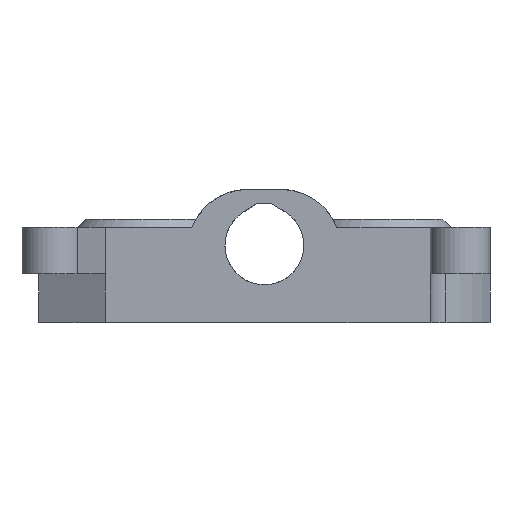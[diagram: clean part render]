
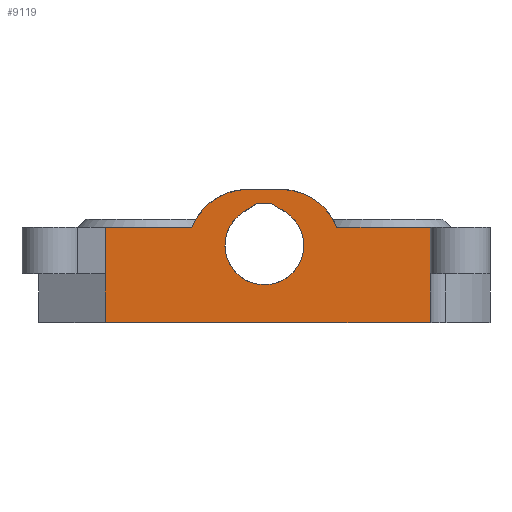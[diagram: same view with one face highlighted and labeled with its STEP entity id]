
A CAD part, front view. The second image highlights one B-rep face of the part: STEP entity #9119.
In plain terms, the highlighted planar face has unit normal (0, -1, 0).
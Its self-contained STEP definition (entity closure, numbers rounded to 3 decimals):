
#1468=LINE('',#17600,#2044);
#1536=LINE('',#18950,#2112);
#1539=LINE('',#18955,#2115);
#1541=LINE('',#18959,#2117);
#1584=LINE('',#19486,#2160);
#1588=LINE('',#19509,#2164);
#1593=LINE('',#19536,#2169);
#1600=LINE('',#19565,#2176);
#1604=LINE('',#19580,#2180);
#1613=LINE('',#19601,#2189);
#1614=LINE('',#19603,#2190);
#2044=VECTOR('',#10028,10.);
#2112=VECTOR('',#10302,10.);
#2115=VECTOR('',#10307,10.);
#2117=VECTOR('',#10311,10.);
#2160=VECTOR('',#10498,10.);
#2164=VECTOR('',#10518,10.);
#2169=VECTOR('',#10537,10.);
#2176=VECTOR('',#10574,10.);
#2180=VECTOR('',#10590,10.);
#2189=VECTOR('',#10619,10.);
#2190=VECTOR('',#10622,10.);
#2284=FACE_BOUND('',#3307,.T.);
#2772=FACE_OUTER_BOUND('',#3306,.T.);
#3306=EDGE_LOOP('',(#8498,#8499,#8500,#8501,#8502,#8503,#8504,#8505,#8506,
#8507));
#3307=EDGE_LOOP('',(#8508,#8509,#8510,#8511));
#3398=CIRCLE('',#9354,7.25);
#3417=CIRCLE('',#9394,11.142);
#3424=CIRCLE('',#9404,11.142);
#4129=VERTEX_POINT('',#17597);
#4130=VERTEX_POINT('',#17599);
#4274=VERTEX_POINT('',#18947);
#4275=VERTEX_POINT('',#18949);
#4276=VERTEX_POINT('',#18953);
#4277=VERTEX_POINT('',#18957);
#4327=VERTEX_POINT('',#19483);
#4328=VERTEX_POINT('',#19485);
#4329=VERTEX_POINT('',#19499);
#4331=VERTEX_POINT('',#19508);
#4336=VERTEX_POINT('',#19528);
#4338=VERTEX_POINT('',#19534);
#4345=VERTEX_POINT('',#19563);
#4350=VERTEX_POINT('',#19579);
#5377=EDGE_CURVE('',#4129,#4130,#1468,.T.);
#5586=EDGE_CURVE('',#4275,#4274,#1536,.T.);
#5589=EDGE_CURVE('',#4274,#4276,#1539,.T.);
#5591=EDGE_CURVE('',#4276,#4277,#1541,.T.);
#5655=EDGE_CURVE('',#4277,#4275,#3398,.T.);
#5690=EDGE_CURVE('',#4328,#4327,#1584,.T.);
#5694=EDGE_CURVE('',#4329,#4328,#3417,.T.);
#5699=EDGE_CURVE('',#4331,#4329,#1588,.T.);
#5707=EDGE_CURVE('',#4327,#4336,#3424,.T.);
#5710=EDGE_CURVE('',#4336,#4338,#1593,.T.);
#5723=EDGE_CURVE('',#4129,#4345,#1600,.T.);
#5730=EDGE_CURVE('',#4130,#4350,#1604,.T.);
#5741=EDGE_CURVE('',#4345,#4331,#1613,.T.);
#5742=EDGE_CURVE('',#4350,#4338,#1614,.T.);
#8498=ORIENTED_EDGE('',*,*,#5710,.T.);
#8499=ORIENTED_EDGE('',*,*,#5742,.F.);
#8500=ORIENTED_EDGE('',*,*,#5730,.F.);
#8501=ORIENTED_EDGE('',*,*,#5377,.F.);
#8502=ORIENTED_EDGE('',*,*,#5723,.T.);
#8503=ORIENTED_EDGE('',*,*,#5741,.T.);
#8504=ORIENTED_EDGE('',*,*,#5699,.T.);
#8505=ORIENTED_EDGE('',*,*,#5694,.T.);
#8506=ORIENTED_EDGE('',*,*,#5690,.T.);
#8507=ORIENTED_EDGE('',*,*,#5707,.T.);
#8508=ORIENTED_EDGE('',*,*,#5586,.T.);
#8509=ORIENTED_EDGE('',*,*,#5589,.T.);
#8510=ORIENTED_EDGE('',*,*,#5591,.T.);
#8511=ORIENTED_EDGE('',*,*,#5655,.T.);
#8630=PLANE('',#9438);
#9119=ADVANCED_FACE('',(#2772,#2284),#8630,.T.);
#9354=AXIS2_PLACEMENT_3D('',#19404,#10408,#10409);
#9394=AXIS2_PLACEMENT_3D('',#19500,#10505,#10506);
#9404=AXIS2_PLACEMENT_3D('',#19530,#10530,#10531);
#9438=AXIS2_PLACEMENT_3D('',#19602,#10620,#10621);
#10028=DIRECTION('',(-1.,0.,0.));
#10302=DIRECTION('',(0.852,0.,0.524));
#10307=DIRECTION('',(1.,0.,0.));
#10311=DIRECTION('',(0.852,0.,-0.524));
#10408=DIRECTION('center_axis',(0.,1.,0.));
#10409=DIRECTION('ref_axis',(-1.,0.,0.));
#10498=DIRECTION('',(-1.,0.,0.));
#10505=DIRECTION('center_axis',(0.,-1.,0.));
#10506=DIRECTION('ref_axis',(0.928,0.,0.372));
#10518=DIRECTION('',(-1.,0.,0.));
#10530=DIRECTION('center_axis',(0.,-1.,0.));
#10531=DIRECTION('ref_axis',(0.,0.,
1.));
#10537=DIRECTION('',(-1.,0.,0.));
#10574=DIRECTION('',(0.,0.,1.));
#10590=DIRECTION('',(0.,0.,1.));
#10619=DIRECTION('',(0.,0.,1.));
#10620=DIRECTION('center_axis',(0.,-1.,0.));
#10621=DIRECTION('ref_axis',(1.,0.,0.));
#10622=DIRECTION('',(0.,0.,1.));
#17597=CARTESIAN_POINT('',(30.5,-23.,0.));
#17599=CARTESIAN_POINT('',(-29.242,-23.,0.));
#17600=CARTESIAN_POINT('',(30.5,-23.,0.));
#18947=CARTESIAN_POINT('',(-1.2,-23.,21.974));
#18949=CARTESIAN_POINT('',(-3.8,-23.,20.374));
#18950=CARTESIAN_POINT('',(-16.274,-23.,12.698));
#18953=CARTESIAN_POINT('',(1.2,-23.,21.974));
#18955=CARTESIAN_POINT('',(-14.021,-23.,21.974));
#18957=CARTESIAN_POINT('',(3.8,-23.,20.374));
#18959=CARTESIAN_POINT('',(-3.636,-23.,24.95));
#19404=CARTESIAN_POINT('Origin',(0.,-23.,
14.2));
#19483=CARTESIAN_POINT('',(-3.,-23.,24.5));
#19485=CARTESIAN_POINT('',(3.,-23.,24.5));
#19486=CARTESIAN_POINT('',(-16.121,-23.,24.5));
#19499=CARTESIAN_POINT('',(13.344,-23.,17.5));
#19500=CARTESIAN_POINT('Origin',(3.,-23.,13.358));
#19508=CARTESIAN_POINT('',(30.5,-23.,17.5));
#19509=CARTESIAN_POINT('',(-7.949,-23.,17.5));
#19528=CARTESIAN_POINT('',(-13.344,-23.,17.5));
#19530=CARTESIAN_POINT('Origin',(-3.,-23.,13.358));
#19534=CARTESIAN_POINT('',(-29.242,-23.,17.5));
#19536=CARTESIAN_POINT('',(-39.269,-23.,17.5));
#19563=CARTESIAN_POINT('',(30.5,-23.,9.));
#19565=CARTESIAN_POINT('',(30.5,-23.,0.));
#19579=CARTESIAN_POINT('',(-29.242,-23.,9.));
#19580=CARTESIAN_POINT('',(-29.242,-23.,0.));
#19601=CARTESIAN_POINT('',(30.5,-23.,0.));
#19602=CARTESIAN_POINT('Origin',(-29.242,-23.,0.));
#19603=CARTESIAN_POINT('',(-29.242,-23.,0.));
